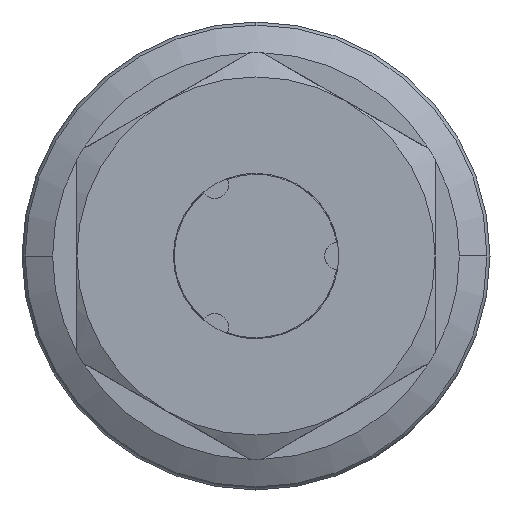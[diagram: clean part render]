
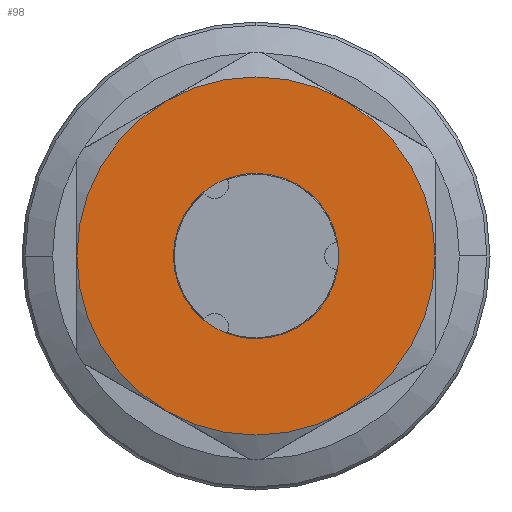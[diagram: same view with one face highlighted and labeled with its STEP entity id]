
A CAD part, left-side view. The second image highlights one B-rep face of the part: STEP entity #98.
In plain terms, the highlighted planar face has unit normal (-1, 0, 0).
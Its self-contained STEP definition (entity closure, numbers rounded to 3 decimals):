
#98 = ADVANCED_FACE ( 'NONE', ( #662, #653 ), #8108, .T. ) ;
#369 = CIRCLE ( 'NONE', #9784, 20.6 ) ;
#379 = CIRCLE ( 'NONE', #9781, 20.6 ) ;
#592 = CIRCLE ( 'NONE', #9839, 20.6 ) ;
#653 = FACE_BOUND ( 'NONE', #9389, .T. ) ;
#662 = FACE_OUTER_BOUND ( 'NONE', #7588, .T. ) ;
#754 = CIRCLE ( 'NONE', #9824, 7.55 ) ;
#763 = CIRCLE ( 'NONE', #9807, 20.6 ) ;
#764 = CIRCLE ( 'NONE', #9806, 20.6 ) ;
#769 = CIRCLE ( 'NONE', #9819, 20.6 ) ;
#1319 = AXIS2_PLACEMENT_3D ( 'NONE', #7774, #7674, #7698 ) ;
#1637 = CARTESIAN_POINT ( 'NONE',  ( 0., 0., 0. ) ) ;
#1638 = DIRECTION ( 'NONE',  ( 1., 0., 0. ) ) ;
#1639 = DIRECTION ( 'NONE',  ( 0., 0., 1. ) ) ;
#2315 = CARTESIAN_POINT ( 'NONE',  ( 0., 0., 0. ) ) ;
#2316 = DIRECTION ( 'NONE',  ( -1., 0., 0. ) ) ;
#2318 = DIRECTION ( 'NONE',  ( 0., -1., 0. ) ) ;
#2355 = DIRECTION ( 'NONE',  ( 0., -1., 0. ) ) ;
#2357 = DIRECTION ( 'NONE',  ( -1., 0., 0. ) ) ;
#2358 = CARTESIAN_POINT ( 'NONE',  ( 0., 0., 0. ) ) ;
#4459 = CIRCLE ( 'NONE', #5376, 7.55 ) ;
#4605 = DIRECTION ( 'NONE',  ( 0., -1., 0. ) ) ;
#4654 = CARTESIAN_POINT ( 'NONE',  ( 0., 0., 0. ) ) ;
#4887 = DIRECTION ( 'NONE',  ( -1., 0., 0. ) ) ;
#5376 = AXIS2_PLACEMENT_3D ( 'NONE', #7205, #7206, #7207 ) ;
#5399 = EDGE_CURVE ( 'NONE', #8802, #8920, #592, .T. ) ;
#5456 = EDGE_CURVE ( 'NONE', #8752, #8896, #763, .T. ) ;
#5458 = EDGE_CURVE ( 'NONE', #8896, #8887, #769, .T. ) ;
#5460 = EDGE_CURVE ( 'NONE', #8818, #8802, #764, .T. ) ;
#5474 = EDGE_CURVE ( 'NONE', #9617, #9595, #754, .T. ) ;
#5508 = EDGE_CURVE ( 'NONE', #8887, #8818, #369, .T. ) ;
#5521 = EDGE_CURVE ( 'NONE', #8920, #8752, #379, .T. ) ;
#5828 = ORIENTED_EDGE ( 'NONE', *, *, #5460, .T. ) ;
#5835 = ORIENTED_EDGE ( 'NONE', *, *, #9230, .T. ) ;
#5841 = ORIENTED_EDGE ( 'NONE', *, *, #5508, .T. ) ;
#5843 = ORIENTED_EDGE ( 'NONE', *, *, #5474, .T. ) ;
#5846 = ORIENTED_EDGE ( 'NONE', *, *, #5456, .T. ) ;
#5851 = ORIENTED_EDGE ( 'NONE', *, *, #5521, .T. ) ;
#5883 = ORIENTED_EDGE ( 'NONE', *, *, #5399, .T. ) ;
#5926 = ORIENTED_EDGE ( 'NONE', *, *, #5458, .T. ) ;
#6635 = CARTESIAN_POINT ( 'NONE',  ( 0., 10.3, 17.84 ) ) ;
#6671 = CARTESIAN_POINT ( 'NONE',  ( 0., -20.6, 0. ) ) ;
#6682 = CARTESIAN_POINT ( 'NONE',  ( 0., -10.3, -17.84 ) ) ;
#6733 = CARTESIAN_POINT ( 'NONE',  ( 0., 10.3, -17.84 ) ) ;
#6738 = CARTESIAN_POINT ( 'NONE',  ( 0., 20.6, 0. ) ) ;
#6757 = CARTESIAN_POINT ( 'NONE',  ( 0., -10.3, 17.84 ) ) ;
#7205 = CARTESIAN_POINT ( 'NONE',  ( 0., 0., 0. ) ) ;
#7206 = DIRECTION ( 'NONE',  ( 1., 0., 0. ) ) ;
#7207 = DIRECTION ( 'NONE',  ( 0., 0., 1. ) ) ;
#7588 = EDGE_LOOP ( 'NONE', ( #5828, #5883, #5851, #5846, #5926, #5841 ) ) ;
#7674 = DIRECTION ( 'NONE',  ( -1., 0., 0. ) ) ;
#7698 = DIRECTION ( 'NONE',  ( 0., -1., 0. ) ) ;
#7774 = CARTESIAN_POINT ( 'NONE',  ( 0., 0., 0. ) ) ;
#8108 = PLANE ( 'NONE',  #1319 ) ;
#8247 = DIRECTION ( 'NONE',  ( 0., -1., 0. ) ) ;
#8248 = DIRECTION ( 'NONE',  ( -1., 0., 0. ) ) ;
#8249 = CARTESIAN_POINT ( 'NONE',  ( 0., 0., 0. ) ) ;
#8265 = DIRECTION ( 'NONE',  ( 0., -1., 0. ) ) ;
#8274 = DIRECTION ( 'NONE',  ( -1., 0., 0. ) ) ;
#8306 = CARTESIAN_POINT ( 'NONE',  ( 0., 0., 0. ) ) ;
#8308 = DIRECTION ( 'NONE',  ( -1., 0., 0. ) ) ;
#8324 = CARTESIAN_POINT ( 'NONE',  ( 0., 0., 0. ) ) ;
#8326 = DIRECTION ( 'NONE',  ( 0., -1., 0. ) ) ;
#8690 = CARTESIAN_POINT ( 'NONE',  ( 0., 0., -7.55 ) ) ;
#8711 = CARTESIAN_POINT ( 'NONE',  ( 0., 0., 7.55 ) ) ;
#8752 = VERTEX_POINT ( 'NONE', #6635 ) ;
#8802 = VERTEX_POINT ( 'NONE', #6671 ) ;
#8818 = VERTEX_POINT ( 'NONE', #6682 ) ;
#8887 = VERTEX_POINT ( 'NONE', #6733 ) ;
#8896 = VERTEX_POINT ( 'NONE', #6738 ) ;
#8920 = VERTEX_POINT ( 'NONE', #6757 ) ;
#9230 = EDGE_CURVE ( 'NONE', #9595, #9617, #4459, .T. ) ;
#9389 = EDGE_LOOP ( 'NONE', ( #5835, #5843 ) ) ;
#9595 = VERTEX_POINT ( 'NONE', #8690 ) ;
#9617 = VERTEX_POINT ( 'NONE', #8711 ) ;
#9781 = AXIS2_PLACEMENT_3D ( 'NONE', #2358, #2357, #2355 ) ;
#9784 = AXIS2_PLACEMENT_3D ( 'NONE', #2315, #2316, #2318 ) ;
#9806 = AXIS2_PLACEMENT_3D ( 'NONE', #8324, #8308, #8326 ) ;
#9807 = AXIS2_PLACEMENT_3D ( 'NONE', #8249, #8248, #8247 ) ;
#9819 = AXIS2_PLACEMENT_3D ( 'NONE', #8306, #8274, #8265 ) ;
#9824 = AXIS2_PLACEMENT_3D ( 'NONE', #1637, #1638, #1639 ) ;
#9839 = AXIS2_PLACEMENT_3D ( 'NONE', #4654, #4887, #4605 ) ;
